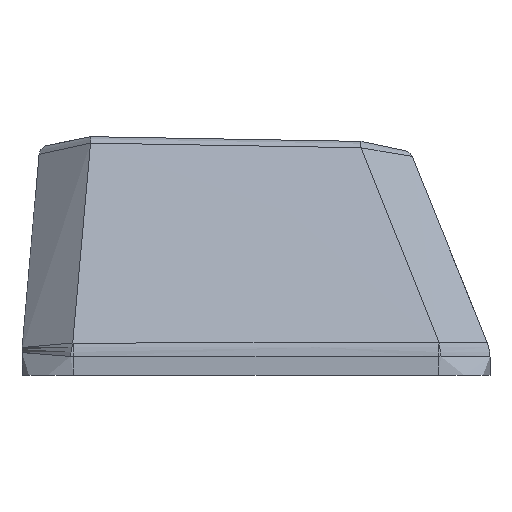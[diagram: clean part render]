
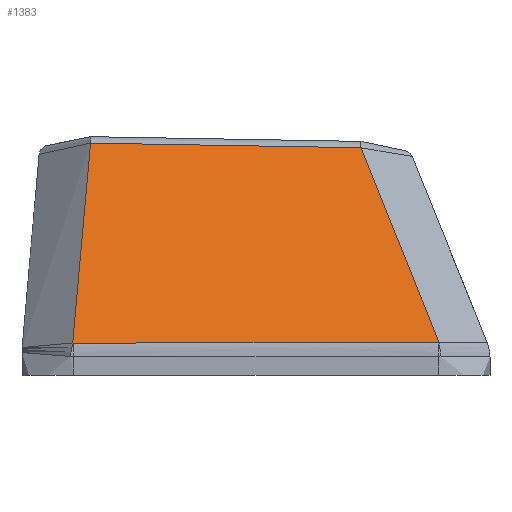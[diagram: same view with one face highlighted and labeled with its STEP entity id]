
A CAD part, left-side view. The second image highlights one B-rep face of the part: STEP entity #1383.
In plain terms, the highlighted free-form (B-spline) face has degree [3, 3] with [4, 4] control points.
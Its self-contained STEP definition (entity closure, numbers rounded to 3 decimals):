
#98=B_SPLINE_SURFACE_WITH_KNOTS('',3,3,((#2555,#2556,#2557,#2558),(#2559,
#2560,#2561,#2562),(#2563,#2564,#2565,#2566),(#2567,#2568,#2569,#2570)),
 .UNSPECIFIED.,.F.,.F.,.F.,(4,4),(4,4),(0.104,0.892),
(0.041,0.97),.UNSPECIFIED.);
#267=FACE_OUTER_BOUND('',#345,.T.);
#345=EDGE_LOOP('',(#1019,#1020,#1021,#1022,#1023,#1024));
#451=B_SPLINE_CURVE_WITH_KNOTS('',3,(#2251,#2252,#2253,#2254),
 .UNSPECIFIED.,.F.,.F.,(4,4),(0.,0.003),
 .UNSPECIFIED.);
#453=B_SPLINE_CURVE_WITH_KNOTS('',3,(#2278,#2279,#2280,#2281),
 .UNSPECIFIED.,.F.,.F.,(4,4),(0.,1.416),.UNSPECIFIED.);
#455=B_SPLINE_CURVE_WITH_KNOTS('',3,(#2305,#2306,#2307,#2308),
 .UNSPECIFIED.,.F.,.F.,(4,4),(0.,0.003),
 .UNSPECIFIED.);
#470=B_SPLINE_CURVE_WITH_KNOTS('',3,(#2572,#2573,#2574,#2575),
 .UNSPECIFIED.,.F.,.F.,(4,4),(0.039,0.904),
 .UNSPECIFIED.);
#471=B_SPLINE_CURVE_WITH_KNOTS('',3,(#2577,#2578,#2579,#2580),
 .UNSPECIFIED.,.F.,.F.,(4,4),(-1.049,0.),.UNSPECIFIED.);
#472=B_SPLINE_CURVE_WITH_KNOTS('',3,(#2581,#2582,#2583,#2584),
 .UNSPECIFIED.,.F.,.F.,(4,4),(-0.867,-0.037),
 .UNSPECIFIED.);
#584=VERTEX_POINT('',#2215);
#586=VERTEX_POINT('',#2244);
#588=VERTEX_POINT('',#2271);
#590=VERTEX_POINT('',#2298);
#606=VERTEX_POINT('',#2571);
#607=VERTEX_POINT('',#2576);
#745=EDGE_CURVE('',#584,#586,#451,.T.);
#748=EDGE_CURVE('',#586,#588,#453,.T.);
#751=EDGE_CURVE('',#588,#590,#455,.T.);
#775=EDGE_CURVE('',#606,#584,#470,.T.);
#776=EDGE_CURVE('',#607,#606,#471,.T.);
#777=EDGE_CURVE('',#590,#607,#472,.T.);
#1019=ORIENTED_EDGE('',*,*,#751,.F.);
#1020=ORIENTED_EDGE('',*,*,#748,.F.);
#1021=ORIENTED_EDGE('',*,*,#745,.F.);
#1022=ORIENTED_EDGE('',*,*,#775,.F.);
#1023=ORIENTED_EDGE('',*,*,#776,.F.);
#1024=ORIENTED_EDGE('',*,*,#777,.F.);
#1383=ADVANCED_FACE('',(#267),#98,.T.);
#2215=CARTESIAN_POINT('',(-8.981,-7.107,0.26));
#2244=CARTESIAN_POINT('',(-8.982,-7.081,0.258));
#2251=CARTESIAN_POINT('Ctrl Pts',(-8.981,-7.107,0.26));
#2252=CARTESIAN_POINT('Ctrl Pts',(-8.982,-7.098,0.259));
#2253=CARTESIAN_POINT('Ctrl Pts',(-8.982,-7.089,0.258));
#2254=CARTESIAN_POINT('Ctrl Pts',(-8.982,-7.081,0.258));
#2271=CARTESIAN_POINT('',(-8.986,7.08,0.253));
#2278=CARTESIAN_POINT('Ctrl Pts',(-8.982,-7.081,0.258));
#2279=CARTESIAN_POINT('Ctrl Pts',(-8.984,-2.36,0.256));
#2280=CARTESIAN_POINT('Ctrl Pts',(-8.985,2.36,0.255));
#2281=CARTESIAN_POINT('Ctrl Pts',(-8.986,7.08,0.253));
#2298=CARTESIAN_POINT('',(-8.985,7.111,0.256));
#2305=CARTESIAN_POINT('Ctrl Pts',(-8.986,7.08,0.253));
#2306=CARTESIAN_POINT('Ctrl Pts',(-8.986,7.091,0.253));
#2307=CARTESIAN_POINT('Ctrl Pts',(-8.986,7.101,0.254));
#2308=CARTESIAN_POINT('Ctrl Pts',(-8.985,7.111,0.256));
#2555=CARTESIAN_POINT('Ctrl Pts',(-6.097,-4.453,7.83));
#2556=CARTESIAN_POINT('Ctrl Pts',(-7.06,-5.339,5.303));
#2557=CARTESIAN_POINT('Ctrl Pts',(-8.023,-6.225,2.775));
#2558=CARTESIAN_POINT('Ctrl Pts',(-8.986,-7.111,0.247));
#2559=CARTESIAN_POINT('Ctrl Pts',(-6.097,-0.691,7.893));
#2560=CARTESIAN_POINT('Ctrl Pts',(-7.06,-1.251,5.345));
#2561=CARTESIAN_POINT('Ctrl Pts',(-8.023,-1.811,2.797));
#2562=CARTESIAN_POINT('Ctrl Pts',(-8.986,-2.37,0.249));
#2563=CARTESIAN_POINT('Ctrl Pts',(-6.097,3.071,7.955));
#2564=CARTESIAN_POINT('Ctrl Pts',(-7.06,2.837,5.387));
#2565=CARTESIAN_POINT('Ctrl Pts',(-8.023,2.604,2.819));
#2566=CARTESIAN_POINT('Ctrl Pts',(-8.986,2.37,0.251));
#2567=CARTESIAN_POINT('Ctrl Pts',(-6.097,6.832,8.017));
#2568=CARTESIAN_POINT('Ctrl Pts',(-7.06,6.925,5.429));
#2569=CARTESIAN_POINT('Ctrl Pts',(-8.023,7.018,2.841));
#2570=CARTESIAN_POINT('Ctrl Pts',(-8.986,7.111,0.253));
#2571=CARTESIAN_POINT('',(-6.099,-4.07,7.831));
#2572=CARTESIAN_POINT('Ctrl Pts',(-6.099,-4.07,7.831));
#2573=CARTESIAN_POINT('Ctrl Pts',(-7.059,-5.081,5.307));
#2574=CARTESIAN_POINT('Ctrl Pts',(-8.02,-6.094,2.783));
#2575=CARTESIAN_POINT('Ctrl Pts',(-8.981,-7.107,0.26));
#2576=CARTESIAN_POINT('',(-6.097,6.422,8.01));
#2577=CARTESIAN_POINT('Ctrl Pts',(-6.097,6.422,8.01));
#2578=CARTESIAN_POINT('Ctrl Pts',(-6.098,2.925,7.951));
#2579=CARTESIAN_POINT('Ctrl Pts',(-6.098,-0.573,
7.891));
#2580=CARTESIAN_POINT('Ctrl Pts',(-6.099,-4.07,7.831));
#2581=CARTESIAN_POINT('Ctrl Pts',(-8.985,7.111,0.256));
#2582=CARTESIAN_POINT('Ctrl Pts',(-8.023,6.882,2.841));
#2583=CARTESIAN_POINT('Ctrl Pts',(-7.061,6.652,5.426));
#2584=CARTESIAN_POINT('Ctrl Pts',(-6.097,6.422,8.01));
